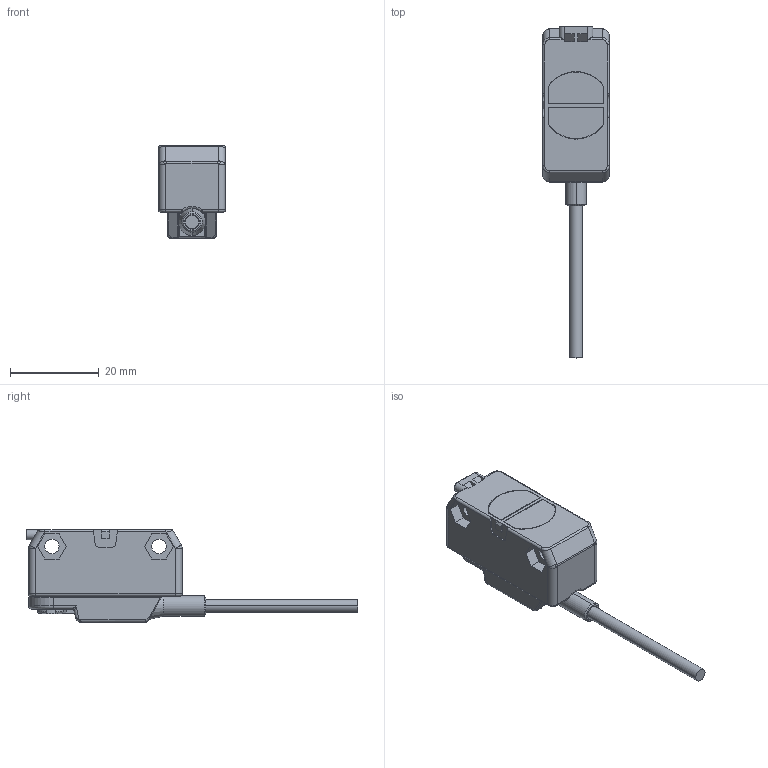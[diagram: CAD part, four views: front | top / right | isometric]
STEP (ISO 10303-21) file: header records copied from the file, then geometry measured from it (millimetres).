
FILE_DESCRIPTION((''),'2;1');
FILE_NAME('139710_SW','2008-05-07T',('banengservice'),('BANNER ENGINEERING'),'PRO/ENGINEER BY PARAMETRIC TECHNOLOGY CORPORATION, 2006170','PRO/ENGINEER BY PARAMETRIC TECHNOLOGY CORPORATION, 2006170','');
FILE_SCHEMA(('CONFIG_CONTROL_DESIGN'));
Length unit declared in the file: inch
Products named in the file (1): 139710_SW
Bounding box: 15 x 74.71 x 20.9 mm (x, y, z)
Volume: 5232.3 mm3; surface area: 7656 mm2
Topology: 2 solids, 2 shells, 795 faces, 1983 edges, 1229 vertices
Faces by surface type: plane 428, cylinder 228, bspline 52, torus 51, cone 22, sphere 10, revolution 4
Entity records: 25842 total; most frequent: CARTESIAN_POINT 6992, ORIENTED_EDGE 3954, DIRECTION 3854, EDGE_CURVE 1977, AXIS2_PLACEMENT_3D 1293, VECTOR 1264, LINE 1264, VERTEX_POINT 1229
